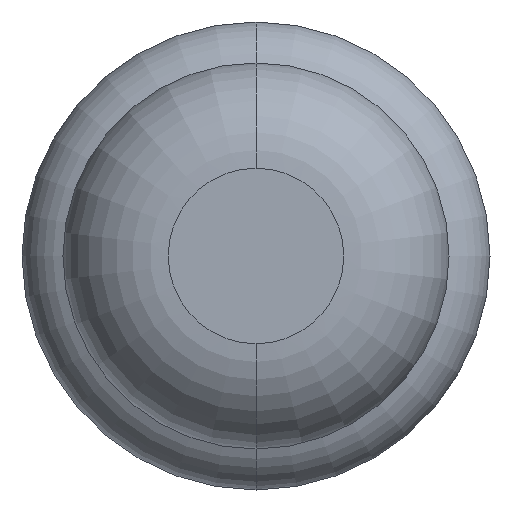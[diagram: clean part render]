
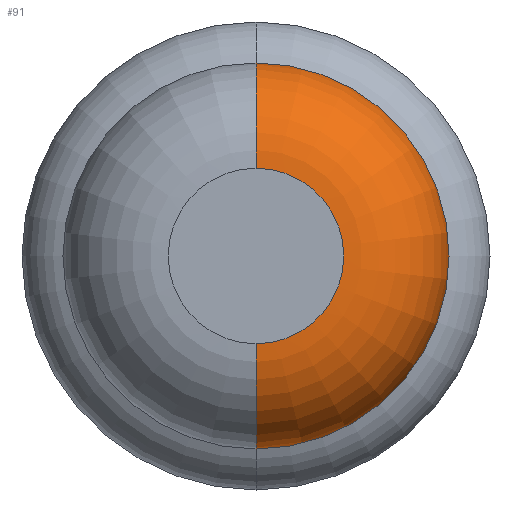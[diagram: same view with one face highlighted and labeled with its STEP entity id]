
A CAD part, front view. The second image highlights one B-rep face of the part: STEP entity #91.
In plain terms, the highlighted toroidal (fillet/blend) face has major radius 0.375 mm and minor radius 0.45 mm.
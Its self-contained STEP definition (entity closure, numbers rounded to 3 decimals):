
#80 = DIRECTION ( 'NONE',  ( 0., 0., 1. ) ) ;
#91 = ADVANCED_FACE ( 'Defeature ausgef�hrt4_38', ( #1030 ), #2878, .T. ) ;
#103 = ORIENTED_EDGE ( 'NONE', *, *, #3343, .T. ) ;
#440 = DIRECTION ( 'NONE',  ( 0., 0., 1. ) ) ;
#502 = ORIENTED_EDGE ( 'NONE', *, *, #4197, .F. ) ;
#624 = AXIS2_PLACEMENT_3D ( 'NONE', #750, #3167, #3502 ) ;
#715 = CARTESIAN_POINT ( 'NONE',  ( 0., -25.55, -0.825 ) ) ;
#731 = CARTESIAN_POINT ( 'NONE',  ( 0., -25.55, 0.375 ) ) ;
#750 = CARTESIAN_POINT ( 'NONE',  ( 0., -25.55, -0.375 ) ) ;
#814 = CARTESIAN_POINT ( 'NONE',  ( 0., -25.55, 0. ) ) ;
#1030 = FACE_OUTER_BOUND ( 'NONE', #1600, .T. ) ;
#1600 = EDGE_LOOP ( 'NONE', ( #3951, #103, #502, #3608 ) ) ;
#1621 = VERTEX_POINT ( 'NONE', #1973 ) ;
#1649 = CIRCLE ( 'NONE', #624, 0.45 ) ;
#1705 = DIRECTION ( 'NONE',  ( 0., 0., 1. ) ) ;
#1818 = DIRECTION ( 'NONE',  ( 0., 1., 0. ) ) ;
#1927 = CARTESIAN_POINT ( 'NONE',  ( 0., -26., -0.375 ) ) ;
#1973 = CARTESIAN_POINT ( 'NONE',  ( 0., -26., 0.375 ) ) ;
#2126 = CARTESIAN_POINT ( 'NONE',  ( 0., -25.55, 0.825 ) ) ;
#2164 = VERTEX_POINT ( 'NONE', #1927 ) ;
#2177 = AXIS2_PLACEMENT_3D ( 'NONE', #731, #3097, #1705 ) ;
#2358 = AXIS2_PLACEMENT_3D ( 'NONE', #814, #3531, #440 ) ;
#2392 = AXIS2_PLACEMENT_3D ( 'NONE', #2850, #1818, #80 ) ;
#2503 = DIRECTION ( 'NONE',  ( 0., 1., 0. ) ) ;
#2572 = CIRCLE ( 'NONE', #2358, 0.825 ) ;
#2780 = CIRCLE ( 'NONE', #2177, 0.45 ) ;
#2850 = CARTESIAN_POINT ( 'NONE',  ( 0., -26., 0. ) ) ;
#2878 = TOROIDAL_SURFACE ( 'NONE', #4335, 0.375, 0.45 ) ;
#2959 = CIRCLE ( 'NONE', #2392, 0.375 ) ;
#3097 = DIRECTION ( 'NONE',  ( -1., 0., 0. ) ) ;
#3167 = DIRECTION ( 'NONE',  ( 1., 0., 0. ) ) ;
#3316 = VERTEX_POINT ( 'NONE', #2126 ) ;
#3343 = EDGE_CURVE ( 'NONE', #2164, #4133, #1649, .T. ) ;
#3502 = DIRECTION ( 'NONE',  ( 0., 0., -1. ) ) ;
#3531 = DIRECTION ( 'NONE',  ( 0., 1., 0. ) ) ;
#3564 = DIRECTION ( 'NONE',  ( 0., 0., 1. ) ) ;
#3608 = ORIENTED_EDGE ( 'NONE', *, *, #3663, .F. ) ;
#3663 = EDGE_CURVE ( 'NONE', #1621, #3316, #2780, .T. ) ;
#3746 = EDGE_CURVE ( 'Defeature ausgef�hrt4_38+Defeature ausgef�hrt4_37+Defeature ausgef�hrt4_37+Defeature ausgef�hrt4_37', #1621, #2164, #2959, .T. ) ;
#3951 = ORIENTED_EDGE ( 'NONE', *, *, #3746, .T. ) ;
#4133 = VERTEX_POINT ( 'NONE', #715 ) ;
#4197 = EDGE_CURVE ( 'Defeature ausgef�hrt4_39+Defeature ausgef�hrt4_38+Defeature ausgef�hrt4_38+Defeature ausgef�hrt4_38', #3316, #4133, #2572, .T. ) ;
#4277 = CARTESIAN_POINT ( 'NONE',  ( 0., -25.55, 0. ) ) ;
#4335 = AXIS2_PLACEMENT_3D ( 'NONE', #4277, #2503, #3564 ) ;
